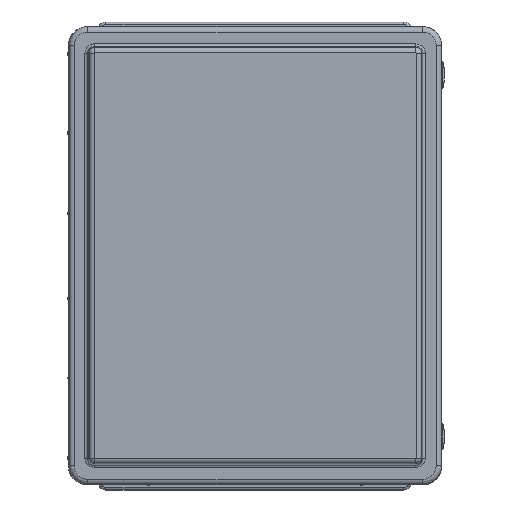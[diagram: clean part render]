
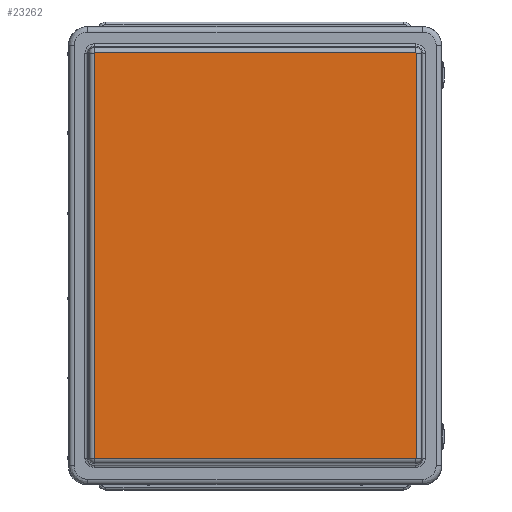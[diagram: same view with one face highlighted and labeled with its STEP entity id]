
A CAD part, top view. The second image highlights one B-rep face of the part: STEP entity #23262.
In plain terms, the highlighted planar face has unit normal (0, 0, 1).
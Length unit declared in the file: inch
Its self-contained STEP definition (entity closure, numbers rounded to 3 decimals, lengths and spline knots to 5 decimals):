
#864 = CARTESIAN_POINT ( 'NONE',  ( -7.54972, -9.52804, 2.07921 ) ) ;
#911 = PLANE ( 'NONE',  #7102 ) ;
#1294 = CARTESIAN_POINT ( 'NONE',  ( -7.5583, -9.51946, 2.07921 ) ) ;
#1574 = CARTESIAN_POINT ( 'NONE',  ( 7.57428, 9.52804, 2.07921 ) ) ;
#1972 = DIRECTION ( 'NONE',  ( 1., 0., 0. ) ) ;
#2875 = CARTESIAN_POINT ( 'NONE',  ( 3.79328, -9.52804, 2.07921 ) ) ;
#6860 = DIRECTION ( 'NONE',  ( 0., -1., 0. ) ) ;
#7102 = AXIS2_PLACEMENT_3D ( 'NONE', #25707, #49597, #34851 ) ;
#7186 = EDGE_CURVE ( 'NONE', #58364, #30305, #39172, .T. ) ;
#7224 = EDGE_CURVE ( 'NONE', #8058, #19874, #54195, .T. ) ;
#7630 = CARTESIAN_POINT ( 'NONE',  ( 7.57428, 9.52804, 2.07921 ) ) ;
#8058 = VERTEX_POINT ( 'NONE', #39826 ) ;
#8333 = CARTESIAN_POINT ( 'NONE',  ( -7.54972, 9.52804, 2.07921 ) ) ;
#10680 = CARTESIAN_POINT ( 'NONE',  ( 7.58285, 9.52182, 2.07921 ) ) ;
#11820 = CARTESIAN_POINT ( 'NONE',  ( -7.5583, -4.75973, 2.07921 ) ) ;
#15243 = CARTESIAN_POINT ( 'NONE',  ( -7.55413, -9.52721, 2.07921 ) ) ;
#15462 = CARTESIAN_POINT ( 'NONE',  ( -7.5583, -9.52182, 2.07921 ) ) ;
#15765 = EDGE_CURVE ( 'NONE', #8058, #24936, #51300, .T. ) ;
#16241 = VERTEX_POINT ( 'NONE', #30589 ) ;
#16849 = LINE ( 'NONE', #2875, #22954 ) ;
#17003 = LINE ( 'NONE', #17234, #38252 ) ;
#17234 = CARTESIAN_POINT ( 'NONE',  ( 7.58285, 4.75973, 2.07921 ) ) ;
#18532 = CARTESIAN_POINT ( 'NONE',  ( 7.57428, -9.52804, 2.07921 ) ) ;
#19874 = VERTEX_POINT ( 'NONE', #32489 ) ;
#20508 = VERTEX_POINT ( 'NONE', #46700 ) ;
#22754 = CARTESIAN_POINT ( 'NONE',  ( 7.58285, -9.52185, 2.07921 ) ) ;
#22954 = VECTOR ( 'NONE', #47509, 39.37008 ) ;
#22956 = CARTESIAN_POINT ( 'NONE',  ( -7.55208, 9.52804, 2.07921 ) ) ;
#23262 = ADVANCED_FACE ( 'NONE', ( #40359 ), #911, .T. ) ;
#23559 = ORIENTED_EDGE ( 'NONE', *, *, #57770, .F. ) ;
#23692 = B_SPLINE_CURVE_WITH_KNOTS ( 'NONE', 3,
 ( #30677, #10680, #30247, #35073, #44746, #1574 ),
 .UNSPECIFIED., .F., .F.,
 ( 4, 2, 4 ),
 ( 0., 0.5, 1. ),
 .UNSPECIFIED. ) ;
#23785 = CARTESIAN_POINT ( 'NONE',  ( -7.5583, 9.52185, 2.07921 ) ) ;
#24021 = CARTESIAN_POINT ( 'NONE',  ( -7.5583, -9.51946, 2.07921 ) ) ;
#24936 = VERTEX_POINT ( 'NONE', #7630 ) ;
#25707 = CARTESIAN_POINT ( 'NONE',  ( 0.01228, 0., 2.07921 ) ) ;
#26074 = DIRECTION ( 'NONE',  ( 0., 1., 0. ) ) ;
#27234 = CARTESIAN_POINT ( 'NONE',  ( 7.57867, -9.52719, 2.07921 ) ) ;
#27645 = CARTESIAN_POINT ( 'NONE',  ( 7.58285, -9.51946, 2.07921 ) ) ;
#27928 = VERTEX_POINT ( 'NONE', #24021 ) ;
#30247 = CARTESIAN_POINT ( 'NONE',  ( 7.582, 9.52386, 2.07921 ) ) ;
#30305 = VERTEX_POINT ( 'NONE', #55538 ) ;
#30589 = CARTESIAN_POINT ( 'NONE',  ( -7.54972, -9.52804, 2.07921 ) ) ;
#30677 = CARTESIAN_POINT ( 'NONE',  ( 7.58285, 9.51947, 2.07921 ) ) ;
#31179 = ORIENTED_EDGE ( 'NONE', *, *, #38893, .T. ) ;
#32252 = EDGE_LOOP ( 'NONE', ( #56382, #44388, #33955, #57287, #31179, #55744, #50541, #23559 ) ) ;
#32362 = CARTESIAN_POINT ( 'NONE',  ( 7.58202, -9.52387, 2.07921 ) ) ;
#32489 = CARTESIAN_POINT ( 'NONE',  ( -7.5583, 9.51946, 2.07921 ) ) ;
#32532 = VECTOR ( 'NONE', #26074, 39.37008 ) ;
#33955 = ORIENTED_EDGE ( 'NONE', *, *, #7186, .T. ) ;
#34851 = DIRECTION ( 'NONE',  ( 1., 0., 0. ) ) ;
#35073 = CARTESIAN_POINT ( 'NONE',  ( 7.57868, 9.52721, 2.07921 ) ) ;
#36931 = VECTOR ( 'NONE', #1972, 39.37008 ) ;
#37580 = CARTESIAN_POINT ( 'NONE',  ( -7.55411, 9.52719, 2.07921 ) ) ;
#38252 = VECTOR ( 'NONE', #6860, 39.37008 ) ;
#38893 = EDGE_CURVE ( 'NONE', #20508, #24936, #23692, .T. ) ;
#39172 = B_SPLINE_CURVE_WITH_KNOTS ( 'NONE', 3,
 ( #61313, #56265, #27234, #32362, #22754, #27645 ),
 .UNSPECIFIED., .F., .F.,
 ( 4, 2, 4 ),
 ( 0., 0.5, 1. ),
 .UNSPECIFIED. ) ;
#39826 = CARTESIAN_POINT ( 'NONE',  ( -7.54972, 9.52804, 2.07921 ) ) ;
#40359 = FACE_OUTER_BOUND ( 'NONE', #32252, .T. ) ;
#42827 = CARTESIAN_POINT ( 'NONE',  ( -7.55746, 9.52387, 2.07921 ) ) ;
#44388 = ORIENTED_EDGE ( 'NONE', *, *, #47741, .F. ) ;
#44746 = CARTESIAN_POINT ( 'NONE',  ( 7.57666, 9.52804, 2.07921 ) ) ;
#45164 = CARTESIAN_POINT ( 'NONE',  ( -3.76872, 9.52804, 2.07921 ) ) ;
#46700 = CARTESIAN_POINT ( 'NONE',  ( 7.58285, 9.51947, 2.07921 ) ) ;
#47509 = DIRECTION ( 'NONE',  ( -1., 0., 0. ) ) ;
#47741 = EDGE_CURVE ( 'NONE', #58364, #16241, #16849, .T. ) ;
#48352 = LINE ( 'NONE', #11820, #32532 ) ;
#49597 = DIRECTION ( 'NONE',  ( 0., 0., 1. ) ) ;
#50541 = ORIENTED_EDGE ( 'NONE', *, *, #7224, .T. ) ;
#50945 = B_SPLINE_CURVE_WITH_KNOTS ( 'NONE', 3,
 ( #1294, #15462, #58534, #15243, #58746, #864 ),
 .UNSPECIFIED., .F., .F.,
 ( 4, 2, 4 ),
 ( 0., 0.5, 1. ),
 .UNSPECIFIED. ) ;
#51300 = LINE ( 'NONE', #45164, #36931 ) ;
#54195 = B_SPLINE_CURVE_WITH_KNOTS ( 'NONE', 3,
 ( #8333, #22956, #37580, #42827, #23785, #61727 ),
 .UNSPECIFIED., .F., .F.,
 ( 4, 2, 4 ),
 ( 0., 0.5, 1. ),
 .UNSPECIFIED. ) ;
#55538 = CARTESIAN_POINT ( 'NONE',  ( 7.58285, -9.51946, 2.07921 ) ) ;
#55744 = ORIENTED_EDGE ( 'NONE', *, *, #15765, .F. ) ;
#56265 = CARTESIAN_POINT ( 'NONE',  ( 7.57663, -9.52804, 2.07921 ) ) ;
#56382 = ORIENTED_EDGE ( 'NONE', *, *, #60148, .T. ) ;
#57287 = ORIENTED_EDGE ( 'NONE', *, *, #61257, .F. ) ;
#57770 = EDGE_CURVE ( 'NONE', #27928, #19874, #48352, .T. ) ;
#58364 = VERTEX_POINT ( 'NONE', #18532 ) ;
#58534 = CARTESIAN_POINT ( 'NONE',  ( -7.55745, -9.52386, 2.07921 ) ) ;
#58746 = CARTESIAN_POINT ( 'NONE',  ( -7.55211, -9.52804, 2.07921 ) ) ;
#60148 = EDGE_CURVE ( 'NONE', #27928, #16241, #50945, .T. ) ;
#61257 = EDGE_CURVE ( 'NONE', #20508, #30305, #17003, .T. ) ;
#61313 = CARTESIAN_POINT ( 'NONE',  ( 7.57428, -9.52804, 2.07921 ) ) ;
#61727 = CARTESIAN_POINT ( 'NONE',  ( -7.5583, 9.51946, 2.07921 ) ) ;
